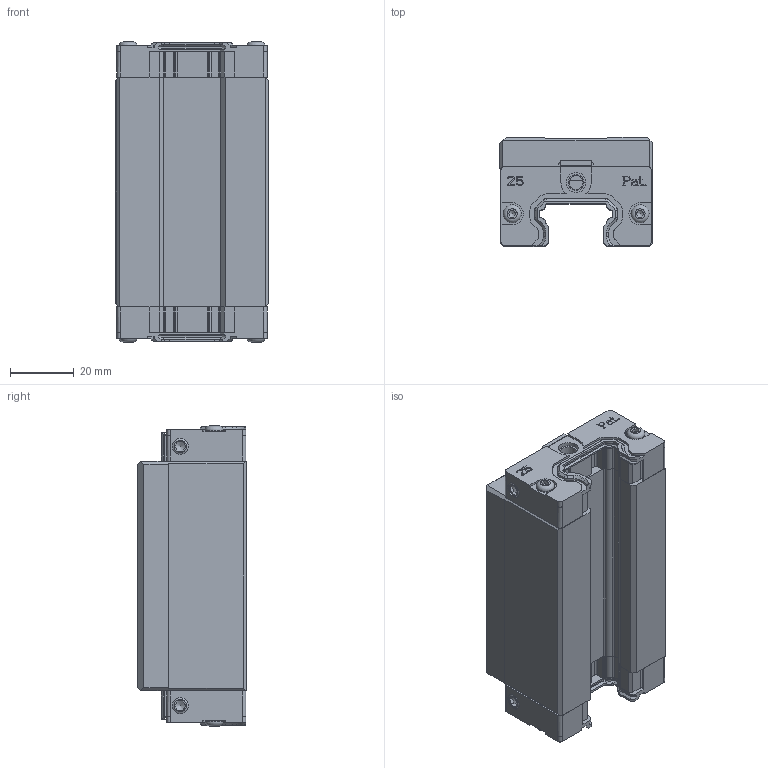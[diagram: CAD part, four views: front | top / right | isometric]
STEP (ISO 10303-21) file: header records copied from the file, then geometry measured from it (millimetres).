
FILE_DESCRIPTION(/* description */ (''),/* implementation_level */ '2;1');
FILE_NAME(/* name */ 'LGBCH25BLSS_Shrinkwrap.ipt.stp',/* time_stamp */ '2015-11-04T14:23:39+01:00',/* author */ ('60421'),/* organization */ (''),/* preprocessor_version */ 'ST-DEVELOPER v15.6',/* originating_system */ 'Autodesk Inventor 2015',/* authorisation */ '');
FILE_SCHEMA (('AUTOMOTIVE_DESIGN { 1 0 10303 214 3 1 1 }'));
Length unit declared in the file: millimetre
Products named in the file (1): LGBCH25BLSS_Shrinkwrap
Bounding box: 47.95 x 34.2 x 94.3 mm (x, y, z)
Volume: 104111.3 mm3; surface area: 30826.3 mm2
Topology: 1 solids, 20 shells, 1346 faces, 3504 edges, 2254 vertices
Faces by surface type: plane 952, cylinder 291, cone 91, torus 8, bspline 4
Full cylindrical faces by diameter (mm): 1.5 x4, 2.5 x2, 3 x12, 3.3 x8, 3.9 x4, 4.4 x2, 5 x11, 5.7 x4, 6 x13, 6.2 x2, 8 x2
Entity records: 41427 total; most frequent: CARTESIAN_POINT 7482, ORIENTED_EDGE 6730, DIRECTION 6573, EDGE_CURVE 3365, LINE 2595, VECTOR 2595, VERTEX_POINT 2210, AXIS2_PLACEMENT_3D 1989
